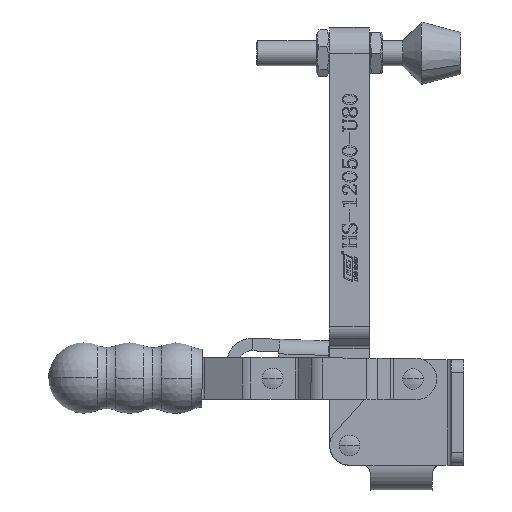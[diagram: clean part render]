
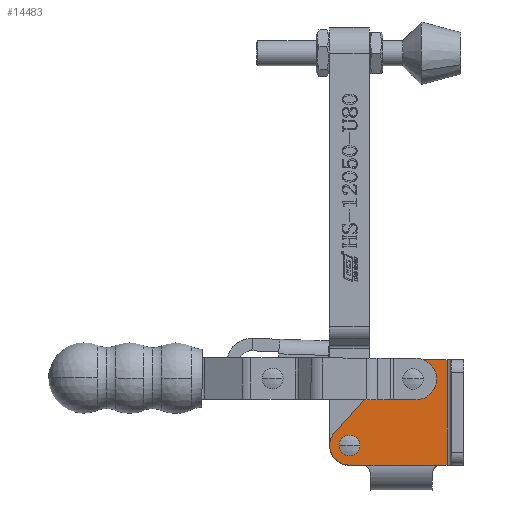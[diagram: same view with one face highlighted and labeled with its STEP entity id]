
A CAD part, left-side view. The second image highlights one B-rep face of the part: STEP entity #14483.
In plain terms, the highlighted planar face has unit normal (-1, 0, 0).
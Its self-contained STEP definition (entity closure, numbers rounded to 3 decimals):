
#3223 = ORIENTED_EDGE ( 'NONE', *, *, #14164, .T. ) ;
#3224 = ORIENTED_EDGE ( 'NONE', *, *, #14157, .T. ) ;
#3225 = ORIENTED_EDGE ( 'NONE', *, *, #14161, .T. ) ;
#3226 = ORIENTED_EDGE ( 'NONE', *, *, #13330, .T. ) ;
#3227 = ORIENTED_EDGE ( 'NONE', *, *, #14160, .F. ) ;
#3228 = ORIENTED_EDGE ( 'NONE', *, *, #14162, .F. ) ;
#3229 = ORIENTED_EDGE ( 'NONE', *, *, #14166, .F. ) ;
#3230 = ORIENTED_EDGE ( 'NONE', *, *, #14138, .F. ) ;
#3231 = ORIENTED_EDGE ( 'NONE', *, *, #14137, .F. ) ;
#3232 = ORIENTED_EDGE ( 'NONE', *, *, #24086, .F. ) ;
#3233 = ORIENTED_EDGE ( 'NONE', *, *, #24085, .F. ) ;
#3234 = ORIENTED_EDGE ( 'NONE', *, *, #24088, .F. ) ;
#3235 = ORIENTED_EDGE ( 'NONE', *, *, #24087, .F. ) ;
#3236 = ORIENTED_EDGE ( 'NONE', *, *, #24089, .F. ) ;
#3716 = VERTEX_POINT ( 'NONE', #20993 ) ;
#3719 = VERTEX_POINT ( 'NONE', #20991 ) ;
#3720 = VERTEX_POINT ( 'NONE', #20995 ) ;
#3721 = VERTEX_POINT ( 'NONE', #20992 ) ;
#3741 = VERTEX_POINT ( 'NONE', #21015 ) ;
#3751 = VERTEX_POINT ( 'NONE', #21025 ) ;
#3752 = VERTEX_POINT ( 'NONE', #21026 ) ;
#3753 = VERTEX_POINT ( 'NONE', #21027 ) ;
#3754 = VERTEX_POINT ( 'NONE', #21028 ) ;
#3755 = VERTEX_POINT ( 'NONE', #21029 ) ;
#3756 = VERTEX_POINT ( 'NONE', #21030 ) ;
#3757 = VERTEX_POINT ( 'NONE', #21031 ) ;
#3858 = EDGE_LOOP ( 'NONE', ( #3225, #3226 ) ) ;
#3869 = EDGE_LOOP ( 'NONE', ( #3223, #3224 ) ) ;
#3871 = EDGE_LOOP ( 'NONE', ( #3227, #3228, #3229, #3230, #3231, #3232, #3233, #3234, #3235, #3236 ) ) ;
#6127 = LINE ( 'NONE', #7094, #6133 ) ;
#6133 = VECTOR ( 'NONE', #7095, 1000. ) ;
#6134 = CIRCLE ( 'NONE', #23683, 5.5 ) ;
#6136 = LINE ( 'NONE', #7088, #6138 ) ;
#6137 = CIRCLE ( 'NONE', #23684, 4.75 ) ;
#6138 = VECTOR ( 'NONE', #7089, 1000. ) ;
#6139 = LINE ( 'NONE', #7096, #6141 ) ;
#6141 = VECTOR ( 'NONE', #7097, 1000. ) ;
#7088 = CARTESIAN_POINT ( 'NONE',  ( -6., 0., 0. ) ) ;
#7089 = DIRECTION ( 'NONE',  ( 0., 1., 0. ) ) ;
#7094 = CARTESIAN_POINT ( 'NONE',  ( -6., 24.301, 12.07 ) ) ;
#7095 = DIRECTION ( 'NONE',  ( 0., -0.669, 0.743 ) ) ;
#7096 = CARTESIAN_POINT ( 'NONE',  ( -6., 25., 0. ) ) ;
#7097 = DIRECTION ( 'NONE',  ( 0., 1., 0. ) ) ;
#7098 = CARTESIAN_POINT ( 'NONE',  ( -6., 24.5, 20.068 ) ) ;
#7099 = DIRECTION ( 'NONE',  ( -1., 0., 0. ) ) ;
#7100 = DIRECTION ( 'NONE',  ( 0., 0., 1. ) ) ;
#7102 = CARTESIAN_POINT ( 'NONE',  ( -6., 24.5, 4.75 ) ) ;
#7103 = DIRECTION ( 'NONE',  ( 1., 0., 0. ) ) ;
#7104 = DIRECTION ( 'NONE',  ( 0., 0., 1. ) ) ;
#7282 = CARTESIAN_POINT ( 'NONE',  ( -6., 19., 20.068 ) ) ;
#7586 = CARTESIAN_POINT ( 'NONE',  ( -6., 19., 22.4 ) ) ;
#13330 = EDGE_CURVE ( 'NONE', #3716, #3719, #30715, .T. ) ;
#14137 = EDGE_CURVE ( 'NONE', #27431, #27705, #16327, .T. ) ;
#14138 = EDGE_CURVE ( 'NONE', #27705, #3753, #16329, .T. ) ;
#14157 = EDGE_CURVE ( 'NONE', #3720, #3721, #16353, .T. ) ;
#14160 = EDGE_CURVE ( 'NONE', #3751, #3752, #16357, .T. ) ;
#14161 = EDGE_CURVE ( 'NONE', #3719, #3716, #16359, .T. ) ;
#14162 = EDGE_CURVE ( 'NONE', #3741, #3751, #16361, .T. ) ;
#14164 = EDGE_CURVE ( 'NONE', #3721, #3720, #16364, .T. ) ;
#14166 = EDGE_CURVE ( 'NONE', #3753, #3741, #16366, .T. ) ;
#14483 = ADVANCED_FACE ( 'NONE', ( #16843, #16850, #16847 ), #22611, .T. ) ;
#15656 = CARTESIAN_POINT ( 'NONE',  ( -6., 19., 12.7 ) ) ;
#15657 = DIRECTION ( 'NONE',  ( 0., 0., 1. ) ) ;
#15658 = CARTESIAN_POINT ( 'NONE',  ( -6., 16., 22.4 ) ) ;
#15659 = DIRECTION ( 'NONE',  ( 1., 0., 0. ) ) ;
#15660 = DIRECTION ( 'NONE',  ( 0., 0., 1. ) ) ;
#15703 = DIRECTION ( 'NONE',  ( 0., 0., -1. ) ) ;
#15713 = CARTESIAN_POINT ( 'NONE',  ( -6., 9.19, 20.75 ) ) ;
#15714 = DIRECTION ( 'NONE',  ( 1., 0., 0. ) ) ;
#15715 = DIRECTION ( 'NONE',  ( 0., 0., -1. ) ) ;
#15716 = CARTESIAN_POINT ( 'NONE',  ( -6., 1., 25.4 ) ) ;
#15718 = CARTESIAN_POINT ( 'NONE',  ( -6., 25., 0. ) ) ;
#15719 = DIRECTION ( 'NONE',  ( 0., 1., 0. ) ) ;
#15720 = CARTESIAN_POINT ( 'NONE',  ( -6., 24.5, 4.75 ) ) ;
#15721 = DIRECTION ( 'NONE',  ( 1., 0., 0. ) ) ;
#15722 = DIRECTION ( 'NONE',  ( 0., 0., -1. ) ) ;
#15726 = CARTESIAN_POINT ( 'NONE',  ( -6., 25., 25.4 ) ) ;
#15727 = DIRECTION ( 'NONE',  ( 0., -1., 0. ) ) ;
#15728 = CARTESIAN_POINT ( 'NONE',  ( -6., 9.19, 20.75 ) ) ;
#15729 = DIRECTION ( 'NONE',  ( 1., 0., 0. ) ) ;
#15730 = DIRECTION ( 'NONE',  ( 0., 0., -1. ) ) ;
#16327 = LINE ( 'NONE', #15656, #16330 ) ;
#16329 = CIRCLE ( 'NONE', #17776, 3. ) ;
#16330 = VECTOR ( 'NONE', #15657, 1000. ) ;
#16353 = CIRCLE ( 'NONE', #17792, 2. ) ;
#16357 = LINE ( 'NONE', #15718, #16360 ) ;
#16359 = CIRCLE ( 'NONE', #17793, 2. ) ;
#16360 = VECTOR ( 'NONE', #15719, 1000. ) ;
#16361 = LINE ( 'NONE', #15716, #16363 ) ;
#16363 = VECTOR ( 'NONE', #15703, 1000. ) ;
#16364 = CIRCLE ( 'NONE', #17796, 2. ) ;
#16366 = LINE ( 'NONE', #15726, #16368 ) ;
#16368 = VECTOR ( 'NONE', #15727, 1000. ) ;
#16843 = FACE_BOUND ( 'NONE', #3869, .T. ) ;
#16847 = FACE_OUTER_BOUND ( 'NONE', #3871, .T. ) ;
#16850 = FACE_BOUND ( 'NONE', #3858, .T. ) ;
#17713 = AXIS2_PLACEMENT_3D ( 'NONE', #21195, #21196, #21197 ) ;
#17776 = AXIS2_PLACEMENT_3D ( 'NONE', #15658, #15659, #15660 ) ;
#17792 = AXIS2_PLACEMENT_3D ( 'NONE', #15713, #15714, #15715 ) ;
#17793 = AXIS2_PLACEMENT_3D ( 'NONE', #15720, #15721, #15722 ) ;
#17796 = AXIS2_PLACEMENT_3D ( 'NONE', #15728, #15729, #15730 ) ;
#18076 = AXIS2_PLACEMENT_3D ( 'NONE', #22610, #22606, #22613 ) ;
#20991 = CARTESIAN_POINT ( 'NONE',  ( -6., 24.5, 2.75 ) ) ;
#20992 = CARTESIAN_POINT ( 'NONE',  ( -6., 9.19, 18.75 ) ) ;
#20993 = CARTESIAN_POINT ( 'NONE',  ( -6., 24.5, 6.75 ) ) ;
#20995 = CARTESIAN_POINT ( 'NONE',  ( -6., 9.19, 22.75 ) ) ;
#21015 = CARTESIAN_POINT ( 'NONE',  ( -6., 1., 25.4 ) ) ;
#21025 = CARTESIAN_POINT ( 'NONE',  ( -6., 1., 0. ) ) ;
#21026 = CARTESIAN_POINT ( 'NONE',  ( -6., 2.5, 0. ) ) ;
#21027 = CARTESIAN_POINT ( 'NONE',  ( -6., 16., 25.4 ) ) ;
#21028 = CARTESIAN_POINT ( 'NONE',  ( -6., 20.413, 16.388 ) ) ;
#21029 = CARTESIAN_POINT ( 'NONE',  ( -6., 28.03, 7.928 ) ) ;
#21030 = CARTESIAN_POINT ( 'NONE',  ( -6., 24.5, 0. ) ) ;
#21031 = CARTESIAN_POINT ( 'NONE',  ( -6., 21.5, 0. ) ) ;
#21195 = CARTESIAN_POINT ( 'NONE',  ( -6., 24.5, 4.75 ) ) ;
#21196 = DIRECTION ( 'NONE',  ( 1., 0., 0. ) ) ;
#21197 = DIRECTION ( 'NONE',  ( 0., 0., -1. ) ) ;
#22606 = DIRECTION ( 'NONE',  ( -1., 0., 0. ) ) ;
#22610 = CARTESIAN_POINT ( 'NONE',  ( -6., 25., 12.7 ) ) ;
#22611 = PLANE ( 'NONE',  #18076 ) ;
#22613 = DIRECTION ( 'NONE',  ( 0., 0., 1. ) ) ;
#23683 = AXIS2_PLACEMENT_3D ( 'NONE', #7098, #7099, #7100 ) ;
#23684 = AXIS2_PLACEMENT_3D ( 'NONE', #7102, #7103, #7104 ) ;
#24085 = EDGE_CURVE ( 'NONE', #3755, #3754, #6127, .T. ) ;
#24086 = EDGE_CURVE ( 'NONE', #3754, #27431, #6134, .T. ) ;
#24087 = EDGE_CURVE ( 'NONE', #3757, #3756, #6136, .T. ) ;
#24088 = EDGE_CURVE ( 'NONE', #3756, #3755, #6137, .T. ) ;
#24089 = EDGE_CURVE ( 'NONE', #3752, #3757, #6139, .T. ) ;
#27431 = VERTEX_POINT ( 'NONE', #7282 ) ;
#27705 = VERTEX_POINT ( 'NONE', #7586 ) ;
#30715 = CIRCLE ( 'NONE', #17713, 2. ) ;
